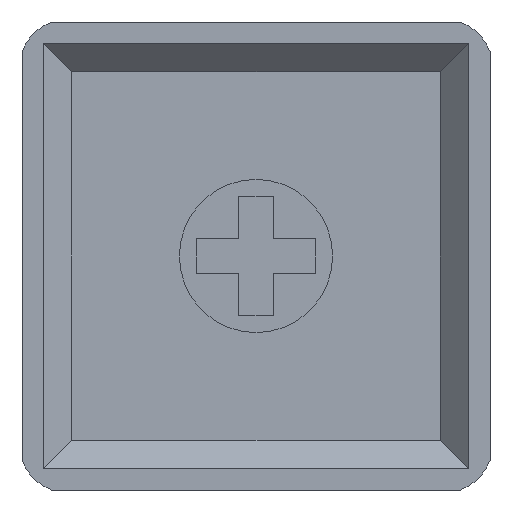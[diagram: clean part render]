
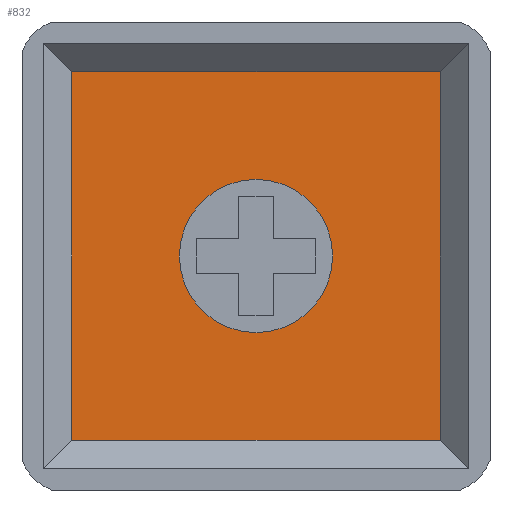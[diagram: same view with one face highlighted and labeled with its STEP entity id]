
A CAD part, front view. The second image highlights one B-rep face of the part: STEP entity #832.
In plain terms, the highlighted planar face has unit normal (0, -1, 0).
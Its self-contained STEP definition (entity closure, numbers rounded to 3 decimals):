
#17=FACE_BOUND('',#311,.T.);
#28=PLANE('',#889);
#72=CIRCLE('',#890,2.7);
#102=LINE('',#1647,#173);
#103=LINE('',#1650,#174);
#105=LINE('',#1654,#176);
#106=LINE('',#1655,#177);
#173=VECTOR('',#1009,10.);
#174=VECTOR('',#1012,10.);
#176=VECTOR('',#1016,10.);
#177=VECTOR('',#1017,10.);
#259=FACE_OUTER_BOUND('',#310,.T.);
#310=EDGE_LOOP('',(#703,#704,#705,#706));
#311=EDGE_LOOP('',(#707));
#408=VERTEX_POINT('',#1643);
#409=VERTEX_POINT('',#1645);
#410=VERTEX_POINT('',#1649);
#411=VERTEX_POINT('',#1653);
#412=VERTEX_POINT('',#1656);
#514=EDGE_CURVE('',#409,#408,#102,.T.);
#515=EDGE_CURVE('',#408,#410,#103,.T.);
#517=EDGE_CURVE('',#411,#409,#105,.T.);
#518=EDGE_CURVE('',#410,#411,#106,.T.);
#519=EDGE_CURVE('',#412,#412,#72,.T.);
#703=ORIENTED_EDGE('',*,*,#514,.F.);
#704=ORIENTED_EDGE('',*,*,#517,.F.);
#705=ORIENTED_EDGE('',*,*,#518,.F.);
#706=ORIENTED_EDGE('',*,*,#515,.F.);
#707=ORIENTED_EDGE('',*,*,#519,.F.);
#832=ADVANCED_FACE('',(#259,#17),#28,.F.);
#889=AXIS2_PLACEMENT_3D('',#1652,#1014,#1015);
#890=AXIS2_PLACEMENT_3D('',#1657,#1018,#1019);
#1009=DIRECTION('',(1.,0.,0.));
#1012=DIRECTION('',(0.,0.,-1.));
#1014=DIRECTION('center_axis',(0.,1.,0.));
#1015=DIRECTION('ref_axis',(-1.,0.,0.));
#1016=DIRECTION('',(0.,0.,1.));
#1017=DIRECTION('',(-1.,0.,0.));
#1018=DIRECTION('center_axis',(0.,-1.,0.));
#1019=DIRECTION('ref_axis',(1.,0.,0.));
#1643=CARTESIAN_POINT('',(6.5,2.3,6.5));
#1645=CARTESIAN_POINT('',(-6.5,2.3,6.5));
#1647=CARTESIAN_POINT('',(-3.75,2.3,6.5));
#1649=CARTESIAN_POINT('',(6.5,2.3,-6.5));
#1650=CARTESIAN_POINT('',(6.5,2.3,3.75));
#1652=CARTESIAN_POINT('Origin',(0.,2.3,0.));
#1653=CARTESIAN_POINT('',(-6.5,2.3,-6.5));
#1654=CARTESIAN_POINT('',(-6.5,2.3,-3.75));
#1655=CARTESIAN_POINT('',(3.75,2.3,-6.5));
#1656=CARTESIAN_POINT('',(-2.7,2.3,0.));
#1657=CARTESIAN_POINT('Origin',(0.,2.3,0.));
